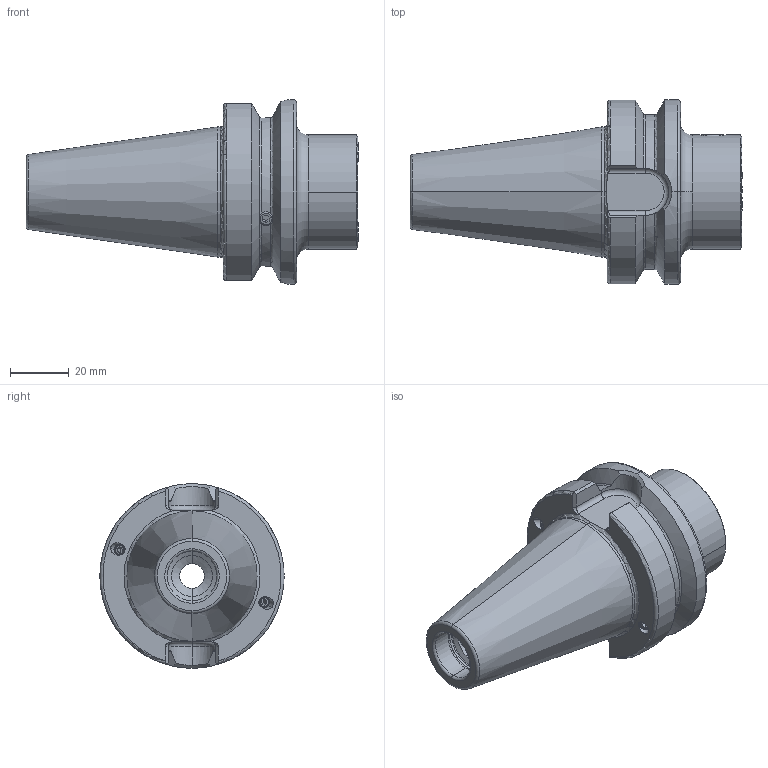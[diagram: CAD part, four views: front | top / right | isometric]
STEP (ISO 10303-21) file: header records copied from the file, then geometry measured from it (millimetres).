
FILE_DESCRIPTION (( 'STEP AP203' ), '1' );
FILE_NAME ('BB4-ST4.K01.048.STEP', '2017-11-06T14:25:16', ( 'SWIAdmin' ), ( 'Hewlett-Packard Company' ), 'SwSTEP 2.0', 'SolidWorks 2017', '' );
FILE_SCHEMA (( 'CONFIG_CONTROL_DESIGN' ));
Length unit declared in the file: millimetre
Products named in the file (5): BB4-ST4.K01.048_C_mit Bundk”lung; ST4-ER1.001.011_A; ISO 4026 - M5 x 5_PreviewCfg; ISO 4026 - M4 x 5_PreviewCfg; BB4-ST4.K01.048
Assembly tree (5 placements, depth 2):
  BB4-ST4.K01.048
    BB4-ST4.K01.048_C_mit Bundk”lung
    ST4-ER1.001.011_A
    ISO 4026 - M5 x 5_PreviewCfg
    ISO 4026 - M4 x 5_PreviewCfg  x2
Bounding box: 113.4 x 63 x 63 mm (x, y, z)
Volume: 139069.2 mm3; surface area: 27114 mm2
Topology: 5 solids, 5 shells, 210 faces, 509 edges, 308 vertices
Faces by surface type: plane 69, cylinder 61, cone 46, torus 30, bspline 4
Entity records: 7139 total; most frequent: CARTESIAN_POINT 2128, ORIENTED_EDGE 946, DIRECTION 930, EDGE_CURVE 473, AXIS2_PLACEMENT_3D 364, VERTEX_POINT 288, EDGE_LOOP 207, LINE 202
